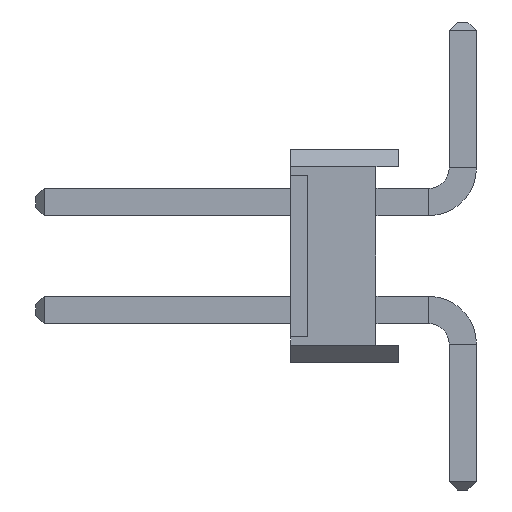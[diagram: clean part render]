
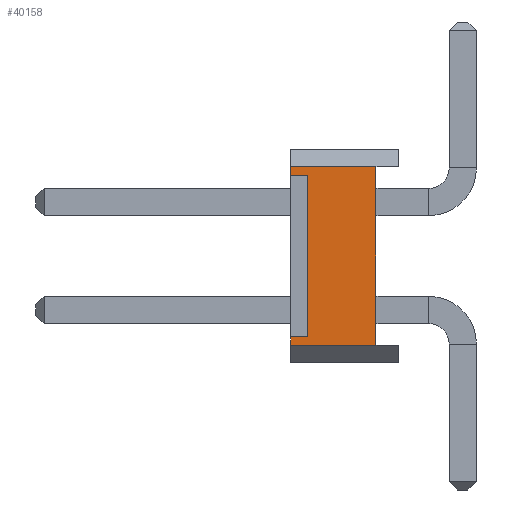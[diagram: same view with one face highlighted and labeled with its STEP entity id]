
A CAD part, left-side view. The second image highlights one B-rep face of the part: STEP entity #40158.
In plain terms, the highlighted planar face has unit normal (-1, 0, 0).
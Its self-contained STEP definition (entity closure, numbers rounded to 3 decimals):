
#228 = EDGE_CURVE ( 'NONE', #19228, #31597, #29479, .T. ) ;
#1248 = CARTESIAN_POINT ( 'NONE',  ( -1.27, 2.54, 2.1 ) ) ;
#1746 = CARTESIAN_POINT ( 'NONE',  ( -1.27, 2.54, -2.1 ) ) ;
#3169 = VECTOR ( 'NONE', #32424, 1000. ) ;
#3862 = LINE ( 'NONE', #26542, #36091 ) ;
#5222 = ORIENTED_EDGE ( 'NONE', *, *, #8186, .F. ) ;
#5260 = ORIENTED_EDGE ( 'NONE', *, *, #8868, .F. ) ;
#5306 = CARTESIAN_POINT ( 'NONE',  ( -1.27, 2.54, -2.1 ) ) ;
#5345 = VECTOR ( 'NONE', #32228, 1000. ) ;
#5486 = FACE_OUTER_BOUND ( 'NONE', #37946, .T. ) ;
#5907 = VERTEX_POINT ( 'NONE', #9715 ) ;
#6824 = CARTESIAN_POINT ( 'NONE',  ( -1.27, 2.54, 2.1 ) ) ;
#7323 = DIRECTION ( 'NONE',  ( 0., 0., -1. ) ) ;
#7417 = VERTEX_POINT ( 'NONE', #26276 ) ;
#7910 = CARTESIAN_POINT ( 'NONE',  ( -1.27, 2.14, 1.9 ) ) ;
#8186 = EDGE_CURVE ( 'NONE', #7417, #36750, #3862, .T. ) ;
#8868 = EDGE_CURVE ( 'NONE', #32156, #25172, #24791, .T. ) ;
#9715 = CARTESIAN_POINT ( 'NONE',  ( -1.27, 2.14, -1.9 ) ) ;
#9849 = EDGE_CURVE ( 'NONE', #25172, #25281, #24690, .T. ) ;
#10408 = VECTOR ( 'NONE', #32372, 1000. ) ;
#10446 = CARTESIAN_POINT ( 'NONE',  ( -1.27, 2.54, -2.1 ) ) ;
#11322 = ORIENTED_EDGE ( 'NONE', *, *, #34974, .F. ) ;
#12844 = CARTESIAN_POINT ( 'NONE',  ( -1.27, 2.54, 1.9 ) ) ;
#13837 = CARTESIAN_POINT ( 'NONE',  ( -1.27, 2.54, -2.1 ) ) ;
#14235 = VECTOR ( 'NONE', #29068, 1000. ) ;
#14395 = CARTESIAN_POINT ( 'NONE',  ( -1.27, 0.54, -2.1 ) ) ;
#14660 = LINE ( 'NONE', #28673, #5345 ) ;
#17381 = CARTESIAN_POINT ( 'NONE',  ( -1.27, 2.14, -1.9 ) ) ;
#17524 = EDGE_CURVE ( 'NONE', #5907, #31597, #32218, .T. ) ;
#19228 = VERTEX_POINT ( 'NONE', #13837 ) ;
#19337 = AXIS2_PLACEMENT_3D ( 'NONE', #1746, #23559, #7323 ) ;
#20022 = DIRECTION ( 'NONE',  ( 0., 0., -1. ) ) ;
#20467 = ORIENTED_EDGE ( 'NONE', *, *, #9849, .F. ) ;
#21210 = EDGE_CURVE ( 'NONE', #19228, #36750, #40053, .T. ) ;
#22510 = LINE ( 'NONE', #1248, #14235 ) ;
#22992 = VECTOR ( 'NONE', #39661, 1000. ) ;
#23196 = CARTESIAN_POINT ( 'NONE',  ( -1.27, 2.14, 1.9 ) ) ;
#23299 = ORIENTED_EDGE ( 'NONE', *, *, #228, .F. ) ;
#23559 = DIRECTION ( 'NONE',  ( 1., 0., 0. ) ) ;
#24690 = LINE ( 'NONE', #10446, #3169 ) ;
#24791 = LINE ( 'NONE', #7910, #35987 ) ;
#25172 = VERTEX_POINT ( 'NONE', #12844 ) ;
#25281 = VERTEX_POINT ( 'NONE', #6824 ) ;
#26276 = CARTESIAN_POINT ( 'NONE',  ( -1.27, 0.54, 2.1 ) ) ;
#26542 = CARTESIAN_POINT ( 'NONE',  ( -1.27, 0.54, 2.1 ) ) ;
#28673 = CARTESIAN_POINT ( 'NONE',  ( -1.27, 2.14, -1.9 ) ) ;
#29068 = DIRECTION ( 'NONE',  ( 0., -1., 0. ) ) ;
#29225 = CARTESIAN_POINT ( 'NONE',  ( -1.27, 2.54, -2.1 ) ) ;
#29265 = VECTOR ( 'NONE', #39298, 1000. ) ;
#29479 = LINE ( 'NONE', #29225, #10408 ) ;
#29786 = CARTESIAN_POINT ( 'NONE',  ( -1.27, 2.54, -1.9 ) ) ;
#31459 = ORIENTED_EDGE ( 'NONE', *, *, #21210, .T. ) ;
#31597 = VERTEX_POINT ( 'NONE', #29786 ) ;
#32115 = EDGE_CURVE ( 'NONE', #25281, #7417, #22510, .T. ) ;
#32156 = VERTEX_POINT ( 'NONE', #23196 ) ;
#32218 = LINE ( 'NONE', #17381, #29265 ) ;
#32228 = DIRECTION ( 'NONE',  ( 0., 0., 1. ) ) ;
#32372 = DIRECTION ( 'NONE',  ( 0., 0., 1. ) ) ;
#32378 = ORIENTED_EDGE ( 'NONE', *, *, #32115, .F. ) ;
#32424 = DIRECTION ( 'NONE',  ( 0., 0., 1. ) ) ;
#34974 = EDGE_CURVE ( 'NONE', #5907, #32156, #14660, .T. ) ;
#35697 = ORIENTED_EDGE ( 'NONE', *, *, #17524, .T. ) ;
#35761 = DIRECTION ( 'NONE',  ( 0., 1., 0. ) ) ;
#35987 = VECTOR ( 'NONE', #35761, 1000. ) ;
#36091 = VECTOR ( 'NONE', #20022, 1000. ) ;
#36750 = VERTEX_POINT ( 'NONE', #14395 ) ;
#37946 = EDGE_LOOP ( 'NONE', ( #11322, #35697, #23299, #31459, #5222, #32378, #20467, #5260 ) ) ;
#39078 = PLANE ( 'NONE',  #19337 ) ;
#39298 = DIRECTION ( 'NONE',  ( 0., 1., 0. ) ) ;
#39661 = DIRECTION ( 'NONE',  ( 0., -1., 0. ) ) ;
#40053 = LINE ( 'NONE', #5306, #22992 ) ;
#40158 = ADVANCED_FACE ( 'NONE', ( #5486 ), #39078, .F. ) ;
